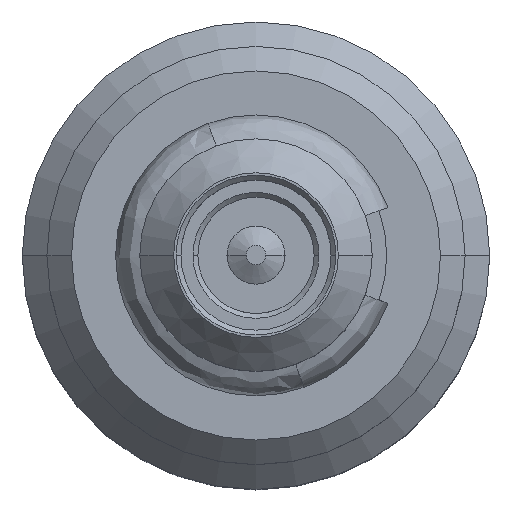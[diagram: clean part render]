
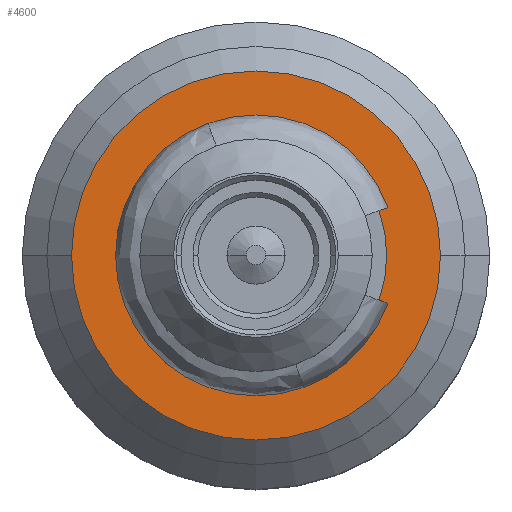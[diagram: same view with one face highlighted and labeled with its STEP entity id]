
A CAD part, top view. The second image highlights one B-rep face of the part: STEP entity #4600.
In plain terms, the highlighted planar face has unit normal (0, 0, 1).
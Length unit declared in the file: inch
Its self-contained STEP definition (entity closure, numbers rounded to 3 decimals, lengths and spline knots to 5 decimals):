
#493 = DIRECTION ( 'NONE',  ( -1., 0., 0. ) ) ;
#1093 = EDGE_CURVE ( 'NONE', #10905, #4683, #6085, .T. ) ;
#1763 = DIRECTION ( 'NONE',  ( -1., 0., 0. ) ) ;
#1827 = CARTESIAN_POINT ( 'NONE',  ( 0., 0., 0.01 ) ) ;
#1888 = CIRCLE ( 'NONE', #3663, 0.075 ) ;
#2054 = EDGE_LOOP ( 'NONE', ( #10138, #5036 ) ) ;
#2146 = CARTESIAN_POINT ( 'NONE',  ( 0.05315, 0., 0.01 ) ) ;
#2970 = AXIS2_PLACEMENT_3D ( 'NONE', #9189, #7241, #10240 ) ;
#2991 = CARTESIAN_POINT ( 'NONE',  ( -0.05315, 0., 0.01 ) ) ;
#3218 = EDGE_LOOP ( 'NONE', ( #7370, #4009 ) ) ;
#3663 = AXIS2_PLACEMENT_3D ( 'NONE', #4129, #8926, #493 ) ;
#4009 = ORIENTED_EDGE ( 'NONE', *, *, #10092, .F. ) ;
#4125 = AXIS2_PLACEMENT_3D ( 'NONE', #1827, #7455, #1763 ) ;
#4129 = CARTESIAN_POINT ( 'NONE',  ( 0., 0., 0.01 ) ) ;
#4304 = DIRECTION ( 'NONE',  ( 0., 0., 1. ) ) ;
#4600 = ADVANCED_FACE ( 'NONE', ( #12245, #8454 ), #5473, .F. ) ;
#4683 = VERTEX_POINT ( 'NONE', #9516 ) ;
#5036 = ORIENTED_EDGE ( 'NONE', *, *, #1093, .T. ) ;
#5349 = CIRCLE ( 'NONE', #2970, 0.05315 ) ;
#5473 = PLANE ( 'NONE',  #4125 ) ;
#6085 = CIRCLE ( 'NONE', #7672, 0.075 ) ;
#6513 = CIRCLE ( 'NONE', #10485, 0.05315 ) ;
#7031 = DIRECTION ( 'NONE',  ( 1., 0., 0. ) ) ;
#7104 = EDGE_CURVE ( 'NONE', #9176, #12116, #6513, .T. ) ;
#7241 = DIRECTION ( 'NONE',  ( 0., 0., 1. ) ) ;
#7370 = ORIENTED_EDGE ( 'NONE', *, *, #7104, .F. ) ;
#7455 = DIRECTION ( 'NONE',  ( 0., 0., -1. ) ) ;
#7672 = AXIS2_PLACEMENT_3D ( 'NONE', #9069, #10323, #10252 ) ;
#8454 = FACE_BOUND ( 'NONE', #3218, .T. ) ;
#8690 = EDGE_CURVE ( 'NONE', #4683, #10905, #1888, .T. ) ;
#8926 = DIRECTION ( 'NONE',  ( 0., 0., 1. ) ) ;
#9069 = CARTESIAN_POINT ( 'NONE',  ( 0., 0., 0.01 ) ) ;
#9176 = VERTEX_POINT ( 'NONE', #2146 ) ;
#9189 = CARTESIAN_POINT ( 'NONE',  ( 0., 0., 0.01 ) ) ;
#9516 = CARTESIAN_POINT ( 'NONE',  ( -0.075, 0., 0.01 ) ) ;
#10092 = EDGE_CURVE ( 'NONE', #12116, #9176, #5349, .T. ) ;
#10138 = ORIENTED_EDGE ( 'NONE', *, *, #8690, .T. ) ;
#10240 = DIRECTION ( 'NONE',  ( 1., 0., 0. ) ) ;
#10252 = DIRECTION ( 'NONE',  ( -1., 0., 0. ) ) ;
#10323 = DIRECTION ( 'NONE',  ( 0., 0., 1. ) ) ;
#10485 = AXIS2_PLACEMENT_3D ( 'NONE', #11890, #4304, #7031 ) ;
#10754 = CARTESIAN_POINT ( 'NONE',  ( 0.075, 0., 0.01 ) ) ;
#10905 = VERTEX_POINT ( 'NONE', #10754 ) ;
#11890 = CARTESIAN_POINT ( 'NONE',  ( 0., 0., 0.01 ) ) ;
#12116 = VERTEX_POINT ( 'NONE', #2991 ) ;
#12245 = FACE_OUTER_BOUND ( 'NONE', #2054, .T. ) ;
